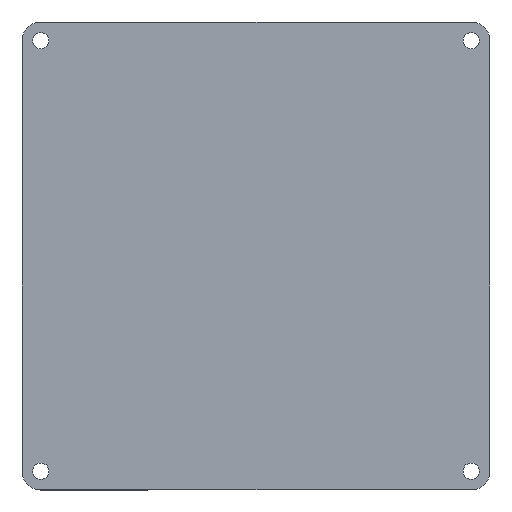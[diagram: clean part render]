
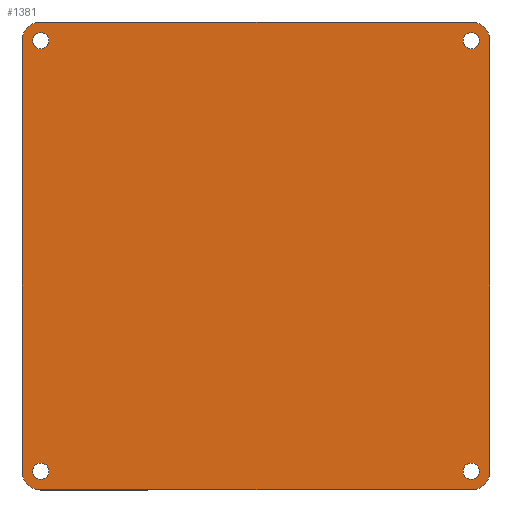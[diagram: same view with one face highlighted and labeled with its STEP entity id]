
A CAD part, top view. The second image highlights one B-rep face of the part: STEP entity #1381.
In plain terms, the highlighted planar face has unit normal (0, 0, 1).
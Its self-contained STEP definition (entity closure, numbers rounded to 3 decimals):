
#7 = FACE_BOUND ( 'NONE', #863, .T. ) ;
#9 = EDGE_CURVE ( 'NONE', #311, #1208, #970, .T. ) ;
#14 = CIRCLE ( 'NONE', #1190, 1.75 ) ;
#17 = CARTESIAN_POINT ( 'NONE',  ( -46., -46., 8.3 ) ) ;
#27 = AXIS2_PLACEMENT_3D ( 'NONE', #731, #142, #384 ) ;
#28 = CIRCLE ( 'NONE', #856, 4. ) ;
#44 = EDGE_CURVE ( 'NONE', #1208, #399, #938, .T. ) ;
#47 = EDGE_LOOP ( 'NONE', ( #1187, #990 ) ) ;
#54 = EDGE_CURVE ( 'NONE', #847, #549, #14, .T. ) ;
#67 = EDGE_CURVE ( 'NONE', #549, #847, #592, .T. ) ;
#69 = CARTESIAN_POINT ( 'NONE',  ( 46., 46., 8.3 ) ) ;
#70 = DIRECTION ( 'NONE',  ( 1., 0., 0. ) ) ;
#75 = DIRECTION ( 'NONE',  ( 1., 0., 0. ) ) ;
#78 = AXIS2_PLACEMENT_3D ( 'NONE', #69, #186, #546 ) ;
#81 = CARTESIAN_POINT ( 'NONE',  ( -50., -50., 8.3 ) ) ;
#86 = AXIS2_PLACEMENT_3D ( 'NONE', #404, #1211, #645 ) ;
#89 = LINE ( 'NONE', #580, #981 ) ;
#97 = EDGE_CURVE ( 'NONE', #1337, #877, #249, .T. ) ;
#126 = ORIENTED_EDGE ( 'NONE', *, *, #1441, .T. ) ;
#142 = DIRECTION ( 'NONE',  ( 0., 0., -1. ) ) ;
#160 = CIRCLE ( 'NONE', #515, 1.75 ) ;
#162 = CARTESIAN_POINT ( 'NONE',  ( -46., 46., 8.3 ) ) ;
#167 = CARTESIAN_POINT ( 'NONE',  ( 46., -46., 8.3 ) ) ;
#172 = DIRECTION ( 'NONE',  ( 0., 0., -1. ) ) ;
#177 = DIRECTION ( 'NONE',  ( 1., 0., 0. ) ) ;
#179 = VECTOR ( 'NONE', #1339, 1000. ) ;
#186 = DIRECTION ( 'NONE',  ( 0., 0., -1. ) ) ;
#199 = EDGE_CURVE ( 'NONE', #1464, #311, #28, .T. ) ;
#202 = VERTEX_POINT ( 'NONE', #1110 ) ;
#237 = CARTESIAN_POINT ( 'NONE',  ( 46., 50., 8.3 ) ) ;
#249 = LINE ( 'NONE', #881, #834 ) ;
#258 = VERTEX_POINT ( 'NONE', #1023 ) ;
#259 = EDGE_LOOP ( 'NONE', ( #126, #265 ) ) ;
#265 = ORIENTED_EDGE ( 'NONE', *, *, #1383, .T. ) ;
#275 = EDGE_CURVE ( 'NONE', #1501, #1269, #1497, .T. ) ;
#298 = AXIS2_PLACEMENT_3D ( 'NONE', #1056, #745, #70 ) ;
#311 = VERTEX_POINT ( 'NONE', #1313 ) ;
#326 = ORIENTED_EDGE ( 'NONE', *, *, #67, .T. ) ;
#328 = DIRECTION ( 'NONE',  ( 1., 0., 0. ) ) ;
#352 = CARTESIAN_POINT ( 'NONE',  ( 47.75, -46., 8.3 ) ) ;
#377 = CARTESIAN_POINT ( 'NONE',  ( -46., -46., 8.3 ) ) ;
#384 = DIRECTION ( 'NONE',  ( 1., 0., 0. ) ) ;
#387 = DIRECTION ( 'NONE',  ( 0., 0., 1. ) ) ;
#388 = CARTESIAN_POINT ( 'NONE',  ( 46., -50., 8.3 ) ) ;
#398 = DIRECTION ( 'NONE',  ( 1., 0., 0. ) ) ;
#399 = VERTEX_POINT ( 'NONE', #237 ) ;
#404 = CARTESIAN_POINT ( 'NONE',  ( -46., 46., 8.3 ) ) ;
#414 = DIRECTION ( 'NONE',  ( 1., 0., 0. ) ) ;
#416 = VERTEX_POINT ( 'NONE', #467 ) ;
#422 = ORIENTED_EDGE ( 'NONE', *, *, #199, .T. ) ;
#428 = ORIENTED_EDGE ( 'NONE', *, *, #1246, .T. ) ;
#451 = CARTESIAN_POINT ( 'NONE',  ( -44.25, 46., 8.3 ) ) ;
#454 = AXIS2_PLACEMENT_3D ( 'NONE', #377, #387, #398 ) ;
#457 = CARTESIAN_POINT ( 'NONE',  ( -50., 50., 8.3 ) ) ;
#467 = CARTESIAN_POINT ( 'NONE',  ( -46., -50., 8.3 ) ) ;
#486 = VERTEX_POINT ( 'NONE', #1485 ) ;
#492 = AXIS2_PLACEMENT_3D ( 'NONE', #17, #1327, #414 ) ;
#500 = LINE ( 'NONE', #457, #179 ) ;
#515 = AXIS2_PLACEMENT_3D ( 'NONE', #162, #1094, #648 ) ;
#523 = CARTESIAN_POINT ( 'NONE',  ( -46., -46., 8.3 ) ) ;
#528 = CARTESIAN_POINT ( 'NONE',  ( 46., 46., 8.3 ) ) ;
#546 = DIRECTION ( 'NONE',  ( 1., 0., 0. ) ) ;
#549 = VERTEX_POINT ( 'NONE', #1172 ) ;
#565 = DIRECTION ( 'NONE',  ( 0., 0., 1. ) ) ;
#580 = CARTESIAN_POINT ( 'NONE',  ( -50., -50., 8.3 ) ) ;
#582 = CARTESIAN_POINT ( 'NONE',  ( 44.25, 46., 8.3 ) ) ;
#592 = CIRCLE ( 'NONE', #78, 1.75 ) ;
#602 = CIRCLE ( 'NONE', #860, 1.75 ) ;
#607 = CARTESIAN_POINT ( 'NONE',  ( -50., -46., 8.3 ) ) ;
#612 = DIRECTION ( 'NONE',  ( 0., 0., 1. ) ) ;
#614 = FACE_BOUND ( 'NONE', #259, .T. ) ;
#621 = CARTESIAN_POINT ( 'NONE',  ( 46., 46., 8.3 ) ) ;
#631 = DIRECTION ( 'NONE',  ( 0., 0., 1. ) ) ;
#636 = EDGE_LOOP ( 'NONE', ( #1324, #1044, #752, #422, #1047, #1166, #428, #1364 ) ) ;
#640 = DIRECTION ( 'NONE',  ( 1., 0., 0. ) ) ;
#645 = DIRECTION ( 'NONE',  ( 1., 0., 0. ) ) ;
#646 = VERTEX_POINT ( 'NONE', #1388 ) ;
#647 = DIRECTION ( 'NONE',  ( 0., -1., 0. ) ) ;
#648 = DIRECTION ( 'NONE',  ( 1., 0., 0. ) ) ;
#663 = PLANE ( 'NONE',  #1274 ) ;
#665 = VECTOR ( 'NONE', #711, 1000. ) ;
#711 = DIRECTION ( 'NONE',  ( 0., 1., 0. ) ) ;
#717 = EDGE_CURVE ( 'NONE', #1269, #1501, #602, .T. ) ;
#719 = ORIENTED_EDGE ( 'NONE', *, *, #1449, .T. ) ;
#720 = CIRCLE ( 'NONE', #86, 1.75 ) ;
#731 = CARTESIAN_POINT ( 'NONE',  ( 46., -46., 8.3 ) ) ;
#741 = EDGE_CURVE ( 'NONE', #877, #416, #1202, .T. ) ;
#745 = DIRECTION ( 'NONE',  ( 0., 0., 1. ) ) ;
#749 = CARTESIAN_POINT ( 'NONE',  ( 50., 50., 8.3 ) ) ;
#752 = ORIENTED_EDGE ( 'NONE', *, *, #1125, .T. ) ;
#790 = AXIS2_PLACEMENT_3D ( 'NONE', #621, #631, #640 ) ;
#797 = CARTESIAN_POINT ( 'NONE',  ( -50., 46., 8.3 ) ) ;
#819 = DIRECTION ( 'NONE',  ( 0., 0., -1. ) ) ;
#820 = DIRECTION ( 'NONE',  ( 1., 0., 0. ) ) ;
#834 = VECTOR ( 'NONE', #647, 1000. ) ;
#847 = VERTEX_POINT ( 'NONE', #582 ) ;
#856 = AXIS2_PLACEMENT_3D ( 'NONE', #1425, #612, #1319 ) ;
#860 = AXIS2_PLACEMENT_3D ( 'NONE', #167, #172, #177 ) ;
#863 = EDGE_LOOP ( 'NONE', ( #719, #1473 ) ) ;
#877 = VERTEX_POINT ( 'NONE', #607 ) ;
#881 = CARTESIAN_POINT ( 'NONE',  ( -50., 50., 8.3 ) ) ;
#889 = FACE_BOUND ( 'NONE', #47, .T. ) ;
#932 = FACE_OUTER_BOUND ( 'NONE', #636, .T. ) ;
#938 = CIRCLE ( 'NONE', #790, 4. ) ;
#963 = CIRCLE ( 'NONE', #298, 4. ) ;
#970 = LINE ( 'NONE', #749, #665 ) ;
#981 = VECTOR ( 'NONE', #820, 1000. ) ;
#988 = DIRECTION ( 'NONE',  ( 1., 0., 0. ) ) ;
#990 = ORIENTED_EDGE ( 'NONE', *, *, #275, .T. ) ;
#1023 = CARTESIAN_POINT ( 'NONE',  ( -47.75, 46., 8.3 ) ) ;
#1044 = ORIENTED_EDGE ( 'NONE', *, *, #741, .T. ) ;
#1047 = ORIENTED_EDGE ( 'NONE', *, *, #9, .T. ) ;
#1056 = CARTESIAN_POINT ( 'NONE',  ( -46., 46., 8.3 ) ) ;
#1094 = DIRECTION ( 'NONE',  ( 0., 0., -1. ) ) ;
#1110 = CARTESIAN_POINT ( 'NONE',  ( -47.75, -46., 8.3 ) ) ;
#1125 = EDGE_CURVE ( 'NONE', #416, #1464, #89, .T. ) ;
#1151 = VERTEX_POINT ( 'NONE', #451 ) ;
#1152 = DIRECTION ( 'NONE',  ( 0., 0., -1. ) ) ;
#1166 = ORIENTED_EDGE ( 'NONE', *, *, #44, .T. ) ;
#1172 = CARTESIAN_POINT ( 'NONE',  ( 47.75, 46., 8.3 ) ) ;
#1187 = ORIENTED_EDGE ( 'NONE', *, *, #717, .T. ) ;
#1190 = AXIS2_PLACEMENT_3D ( 'NONE', #528, #819, #75 ) ;
#1199 = AXIS2_PLACEMENT_3D ( 'NONE', #523, #1152, #988 ) ;
#1202 = CIRCLE ( 'NONE', #454, 4. ) ;
#1208 = VERTEX_POINT ( 'NONE', #1399 ) ;
#1211 = DIRECTION ( 'NONE',  ( 0., 0., -1. ) ) ;
#1216 = CARTESIAN_POINT ( 'NONE',  ( 44.25, -46., 8.3 ) ) ;
#1218 = FACE_BOUND ( 'NONE', #1232, .T. ) ;
#1232 = EDGE_LOOP ( 'NONE', ( #1345, #326 ) ) ;
#1246 = EDGE_CURVE ( 'NONE', #399, #486, #500, .T. ) ;
#1269 = VERTEX_POINT ( 'NONE', #1216 ) ;
#1274 = AXIS2_PLACEMENT_3D ( 'NONE', #81, #565, #328 ) ;
#1313 = CARTESIAN_POINT ( 'NONE',  ( 50., -46., 8.3 ) ) ;
#1319 = DIRECTION ( 'NONE',  ( 1., 0., 0. ) ) ;
#1324 = ORIENTED_EDGE ( 'NONE', *, *, #97, .T. ) ;
#1327 = DIRECTION ( 'NONE',  ( 0., 0., -1. ) ) ;
#1337 = VERTEX_POINT ( 'NONE', #797 ) ;
#1339 = DIRECTION ( 'NONE',  ( -1., 0., 0. ) ) ;
#1345 = ORIENTED_EDGE ( 'NONE', *, *, #54, .T. ) ;
#1360 = EDGE_CURVE ( 'NONE', #486, #1337, #963, .T. ) ;
#1364 = ORIENTED_EDGE ( 'NONE', *, *, #1360, .T. ) ;
#1381 = ADVANCED_FACE ( 'NONE', ( #614, #7, #932, #1218, #889 ), #663, .T. ) ;
#1383 = EDGE_CURVE ( 'NONE', #646, #202, #1468, .T. ) ;
#1388 = CARTESIAN_POINT ( 'NONE',  ( -44.25, -46., 8.3 ) ) ;
#1399 = CARTESIAN_POINT ( 'NONE',  ( 50., 46., 8.3 ) ) ;
#1405 = CIRCLE ( 'NONE', #492, 1.75 ) ;
#1425 = CARTESIAN_POINT ( 'NONE',  ( 46., -46., 8.3 ) ) ;
#1441 = EDGE_CURVE ( 'NONE', #202, #646, #1405, .T. ) ;
#1449 = EDGE_CURVE ( 'NONE', #258, #1151, #160, .T. ) ;
#1464 = VERTEX_POINT ( 'NONE', #388 ) ;
#1468 = CIRCLE ( 'NONE', #1199, 1.75 ) ;
#1471 = EDGE_CURVE ( 'NONE', #1151, #258, #720, .T. ) ;
#1473 = ORIENTED_EDGE ( 'NONE', *, *, #1471, .T. ) ;
#1485 = CARTESIAN_POINT ( 'NONE',  ( -46., 50., 8.3 ) ) ;
#1497 = CIRCLE ( 'NONE', #27, 1.75 ) ;
#1501 = VERTEX_POINT ( 'NONE', #352 ) ;
